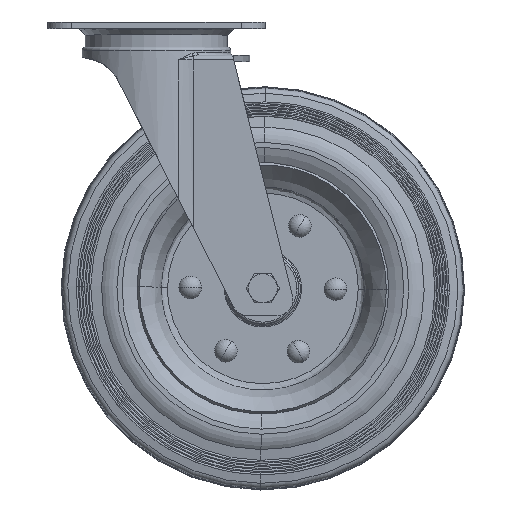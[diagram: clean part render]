
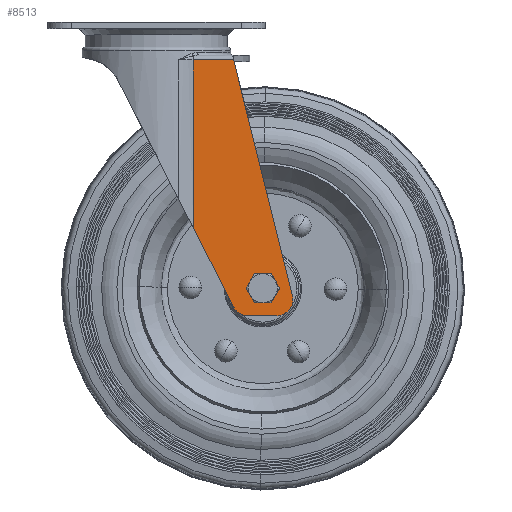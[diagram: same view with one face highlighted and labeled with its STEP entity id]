
A CAD part, top view. The second image highlights one B-rep face of the part: STEP entity #8513.
In plain terms, the highlighted planar face has unit normal (0, 0, 1).
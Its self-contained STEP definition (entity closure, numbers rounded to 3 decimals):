
#578 = LINE ( 'NONE', #23195, #18090 ) ;
#648 = LINE ( 'NONE', #25929, #24241 ) ;
#720 = ORIENTED_EDGE ( 'NONE', *, *, #7673, .T. ) ;
#812 = CARTESIAN_POINT ( 'NONE',  ( 22.798, -23.5, 42.5 ) ) ;
#1474 = AXIS2_PLACEMENT_3D ( 'NONE', #28975, #15288, #1587 ) ;
#1587 = DIRECTION ( 'NONE',  ( 0., 1., 0. ) ) ;
#1691 = LINE ( 'NONE', #812, #13884 ) ;
#1809 = DIRECTION ( 'NONE',  ( -0.242, 0.97, 0. ) ) ;
#1910 = CARTESIAN_POINT ( 'NONE',  ( 74.651, -182., 42.5 ) ) ;
#2173 = CARTESIAN_POINT ( 'NONE',  ( 66., -158.75, 42.5 ) ) ;
#2459 = VECTOR ( 'NONE', #1809, 1000. ) ;
#3046 = CIRCLE ( 'NONE', #5037, 6.25 ) ;
#3144 = DIRECTION ( 'NONE',  ( 0., -1., 0. ) ) ;
#3173 = LINE ( 'NONE', #22865, #2459 ) ;
#3313 = VERTEX_POINT ( 'NONE', #18096 ) ;
#3773 = CARTESIAN_POINT ( 'NONE',  ( 51.465, -183.814, 42.5 ) ) ;
#4017 = FACE_OUTER_BOUND ( 'NONE', #12701, .T. ) ;
#4258 = VERTEX_POINT ( 'NONE', #1910 ) ;
#4384 = EDGE_CURVE ( 'NONE', #3313, #4258, #578, .T. ) ;
#4482 = ORIENTED_EDGE ( 'NONE', *, *, #10855, .T. ) ;
#4793 = EDGE_CURVE ( 'NONE', #7032, #5613, #3046, .T. ) ;
#5037 = AXIS2_PLACEMENT_3D ( 'NONE', #5075, #21020, #7409 ) ;
#5075 = CARTESIAN_POINT ( 'NONE',  ( 66., -165., 42.5 ) ) ;
#5167 = CIRCLE ( 'NONE', #17687, 10. ) ;
#5613 = VERTEX_POINT ( 'NONE', #2173 ) ;
#6014 = CARTESIAN_POINT ( 'NONE',  ( 22.798, -23.5, 42.5 ) ) ;
#6618 = VERTEX_POINT ( 'NONE', #26544 ) ;
#7032 = VERTEX_POINT ( 'NONE', #24713 ) ;
#7283 = DIRECTION ( 'NONE',  ( 1., 0., 0. ) ) ;
#7409 = DIRECTION ( 'NONE',  ( 0., 1., 0. ) ) ;
#7610 = ORIENTED_EDGE ( 'NONE', *, *, #15803, .T. ) ;
#7673 = EDGE_CURVE ( 'NONE', #6618, #3313, #5167, .T. ) ;
#8513 = ADVANCED_FACE ( 'NONE', ( #27625, #4017 ), #28934, .T. ) ;
#8599 = DIRECTION ( 'NONE',  ( 0., 0., 1. ) ) ;
#8955 = VERTEX_POINT ( 'NONE', #13227 ) ;
#10050 = DIRECTION ( 'NONE',  ( -1., 0., 0. ) ) ;
#10312 = CARTESIAN_POINT ( 'NONE',  ( 66., -165., 42.5 ) ) ;
#10855 = EDGE_CURVE ( 'NONE', #28941, #6618, #28871, .T. ) ;
#12185 = CARTESIAN_POINT ( 'NONE',  ( 56.669, -172., 42.5 ) ) ;
#12611 = DIRECTION ( 'NONE',  ( 0., 1., 0. ) ) ;
#12701 = EDGE_LOOP ( 'NONE', ( #7610, #29415, #16320, #4482, #720, #26876, #18744 ) ) ;
#13062 = CIRCLE ( 'NONE', #29177, 6.25 ) ;
#13227 = CARTESIAN_POINT ( 'NONE',  ( 47.896, -23.5, 42.5 ) ) ;
#13884 = VECTOR ( 'NONE', #10050, 1000. ) ;
#14085 = ORIENTED_EDGE ( 'NONE', *, *, #4793, .T. ) ;
#14457 = DIRECTION ( 'NONE',  ( 0., -1., 0. ) ) ;
#14479 = AXIS2_PLACEMENT_3D ( 'NONE', #22208, #8599, #24529 ) ;
#15272 = CARTESIAN_POINT ( 'NONE',  ( 84.355, -169.578, 42.5 ) ) ;
#15288 = DIRECTION ( 'NONE',  ( 0., 0., 1. ) ) ;
#15622 = EDGE_CURVE ( 'NONE', #8955, #20913, #1691, .T. ) ;
#15803 = EDGE_CURVE ( 'NONE', #20904, #8955, #3173, .T. ) ;
#15816 = CARTESIAN_POINT ( 'NONE',  ( 22.798, -127.552, 42.5 ) ) ;
#16320 = ORIENTED_EDGE ( 'NONE', *, *, #20218, .T. ) ;
#16707 = EDGE_LOOP ( 'NONE', ( #27098, #14085 ) ) ;
#16736 = VECTOR ( 'NONE', #17439, 1000. ) ;
#17439 = DIRECTION ( 'NONE',  ( 0.454, -0.891, 0. ) ) ;
#17490 = EDGE_CURVE ( 'NONE', #5613, #7032, #13062, .T. ) ;
#17687 = AXIS2_PLACEMENT_3D ( 'NONE', #12185, #28143, #14457 ) ;
#18090 = VECTOR ( 'NONE', #7283, 1000. ) ;
#18096 = CARTESIAN_POINT ( 'NONE',  ( 56.669, -182., 42.5 ) ) ;
#18744 = ORIENTED_EDGE ( 'NONE', *, *, #27758, .T. ) ;
#20211 = CIRCLE ( 'NONE', #1474, 10. ) ;
#20218 = EDGE_CURVE ( 'NONE', #20913, #28941, #648, .T. ) ;
#20904 = VERTEX_POINT ( 'NONE', #15272 ) ;
#20913 = VERTEX_POINT ( 'NONE', #6014 ) ;
#21020 = DIRECTION ( 'NONE',  ( 0., 0., -1. ) ) ;
#22208 = CARTESIAN_POINT ( 'NONE',  ( 74.652, -172., 42.5 ) ) ;
#22865 = CARTESIAN_POINT ( 'NONE',  ( 84.355, -169.578, 42.5 ) ) ;
#23195 = CARTESIAN_POINT ( 'NONE',  ( 0., -182., 42.5 ) ) ;
#24241 = VECTOR ( 'NONE', #3144, 1000. ) ;
#24529 = DIRECTION ( 'NONE',  ( 0., -1., 0. ) ) ;
#24713 = CARTESIAN_POINT ( 'NONE',  ( 66., -171.25, 42.5 ) ) ;
#25929 = CARTESIAN_POINT ( 'NONE',  ( 22.798, -117.35, 42.5 ) ) ;
#26266 = DIRECTION ( 'NONE',  ( 0., 0., -1. ) ) ;
#26544 = CARTESIAN_POINT ( 'NONE',  ( 47.758, -176.54, 42.5 ) ) ;
#26876 = ORIENTED_EDGE ( 'NONE', *, *, #4384, .T. ) ;
#27098 = ORIENTED_EDGE ( 'NONE', *, *, #17490, .T. ) ;
#27625 = FACE_BOUND ( 'NONE', #16707, .T. ) ;
#27758 = EDGE_CURVE ( 'NONE', #4258, #20904, #20211, .T. ) ;
#28143 = DIRECTION ( 'NONE',  ( 0., 0., 1. ) ) ;
#28871 = LINE ( 'NONE', #3773, #16736 ) ;
#28934 = PLANE ( 'NONE',  #14479 ) ;
#28941 = VERTEX_POINT ( 'NONE', #15816 ) ;
#28975 = CARTESIAN_POINT ( 'NONE',  ( 74.652, -172., 42.5 ) ) ;
#29177 = AXIS2_PLACEMENT_3D ( 'NONE', #10312, #26266, #12611 ) ;
#29415 = ORIENTED_EDGE ( 'NONE', *, *, #15622, .T. ) ;
